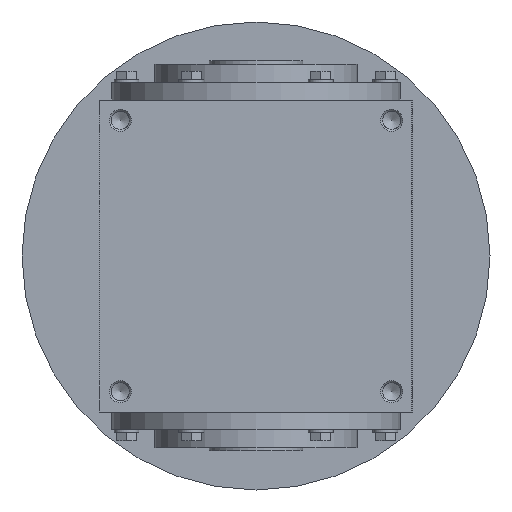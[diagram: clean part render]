
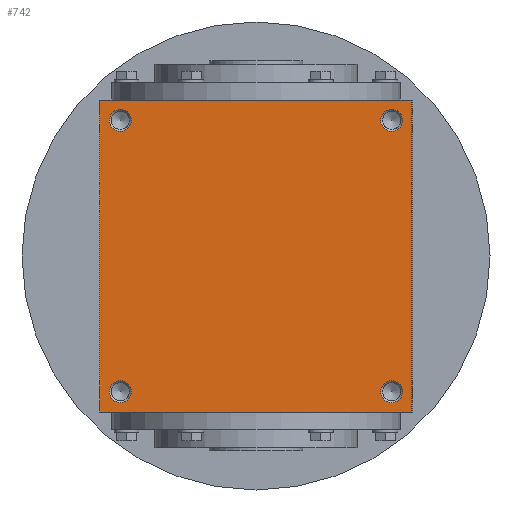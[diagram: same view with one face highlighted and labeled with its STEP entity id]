
A CAD part, left-side view. The second image highlights one B-rep face of the part: STEP entity #742.
In plain terms, the highlighted face is planar.
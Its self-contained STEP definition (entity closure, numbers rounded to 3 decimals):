
#742 = ADVANCED_FACE( '', ( #1500, #1501, #1502, #1503, #1504 ), #1505, .F. );
#1500 = FACE_BOUND( '', #2220, .T. );
#1501 = FACE_BOUND( '', #2221, .T. );
#1502 = FACE_BOUND( '', #2222, .T. );
#1503 = FACE_BOUND( '', #2223, .T. );
#1504 = FACE_OUTER_BOUND( '', #2224, .T. );
#1505 = PLANE( '', #2225 );
#2220 = EDGE_LOOP( '', ( #3516 ) );
#2221 = EDGE_LOOP( '', ( #3517 ) );
#2222 = EDGE_LOOP( '', ( #3518 ) );
#2223 = EDGE_LOOP( '', ( #3519 ) );
#2224 = EDGE_LOOP( '', ( #3520, #3521, #3522, #3523 ) );
#2225 = AXIS2_PLACEMENT_3D( '', #3524, #3525, #3526 );
#3516 = ORIENTED_EDGE( '', *, *, #3895, .F. );
#3517 = ORIENTED_EDGE( '', *, *, #4179, .T. );
#3518 = ORIENTED_EDGE( '', *, *, #4168, .F. );
#3519 = ORIENTED_EDGE( '', *, *, #3823, .T. );
#3520 = ORIENTED_EDGE( '', *, *, #3801, .F. );
#3521 = ORIENTED_EDGE( '', *, *, #3963, .F. );
#3522 = ORIENTED_EDGE( '', *, *, #3847, .F. );
#3523 = ORIENTED_EDGE( '', *, *, #3892, .F. );
#3524 = CARTESIAN_POINT( '', ( 0., 0., -100. ) );
#3525 = DIRECTION( '', ( 0., 0., 1. ) );
#3526 = DIRECTION( '', ( 1., 0., 0. ) );
#3801 = EDGE_CURVE( '', #4404, #4405, #4406, .T. );
#3823 = EDGE_CURVE( '', #4440, #4440, #4441, .T. );
#3847 = EDGE_CURVE( '', #4481, #4482, #4483, .T. );
#3892 = EDGE_CURVE( '', #4405, #4481, #4554, .T. );
#3895 = EDGE_CURVE( '', #4557, #4557, #4558, .T. );
#3963 = EDGE_CURVE( '', #4482, #4404, #4660, .T. );
#4168 = EDGE_CURVE( '', #4909, #4909, #4910, .T. );
#4179 = EDGE_CURVE( '', #4919, #4919, #4920, .T. );
#4404 = VERTEX_POINT( '', #5206 );
#4405 = VERTEX_POINT( '', #5207 );
#4406 = LINE( '', #5208, #5209 );
#4440 = VERTEX_POINT( '', #5246 );
#4441 = CIRCLE( '', #5247, 7. );
#4481 = VERTEX_POINT( '', #5299 );
#4482 = VERTEX_POINT( '', #5300 );
#4483 = LINE( '', #5301, #5302 );
#4554 = LINE( '', #5389, #5390 );
#4557 = VERTEX_POINT( '', #5394 );
#4558 = CIRCLE( '', #5395, 7. );
#4660 = LINE( '', #5540, #5541 );
#4909 = VERTEX_POINT( '', #5836 );
#4910 = CIRCLE( '', #5837, 7. );
#4919 = VERTEX_POINT( '', #5854 );
#4920 = CIRCLE( '', #5855, 7. );
#5206 = CARTESIAN_POINT( '', ( -100., 100., -100. ) );
#5207 = CARTESIAN_POINT( '', ( -100., -100., -100. ) );
#5208 = CARTESIAN_POINT( '', ( -100., 100., -100. ) );
#5209 = VECTOR( '', #6094, 1000. );
#5246 = CARTESIAN_POINT( '', ( 94., -87., -100. ) );
#5247 = AXIS2_PLACEMENT_3D( '', #6134, #6135, #6136 );
#5299 = CARTESIAN_POINT( '', ( 100., -100., -100. ) );
#5300 = CARTESIAN_POINT( '', ( 100., 100., -100. ) );
#5301 = CARTESIAN_POINT( '', ( 100., -100., -100. ) );
#5302 = VECTOR( '', #6185, 1000. );
#5389 = CARTESIAN_POINT( '', ( -100., -100., -100. ) );
#5390 = VECTOR( '', #6261, 1000. );
#5394 = CARTESIAN_POINT( '', ( -94., 87., -100. ) );
#5395 = AXIS2_PLACEMENT_3D( '', #6263, #6264, #6265 );
#5540 = CARTESIAN_POINT( '', ( 100., 100., -100. ) );
#5541 = VECTOR( '', #6350, 1000. );
#5836 = CARTESIAN_POINT( '', ( -94., -87., -100. ) );
#5837 = AXIS2_PLACEMENT_3D( '', #6624, #6625, #6626 );
#5854 = CARTESIAN_POINT( '', ( 94., 87., -100. ) );
#5855 = AXIS2_PLACEMENT_3D( '', #6628, #6629, #6630 );
#6094 = DIRECTION( '', ( 0., -1., 0. ) );
#6134 = CARTESIAN_POINT( '', ( 87., -87., -100. ) );
#6135 = DIRECTION( '', ( 0., 0., 1. ) );
#6136 = DIRECTION( '', ( 1., 0., 0. ) );
#6185 = DIRECTION( '', ( 0., 1., 0. ) );
#6261 = DIRECTION( '', ( 1., 0., 0. ) );
#6263 = CARTESIAN_POINT( '', ( -87., 87., -100. ) );
#6264 = DIRECTION( '', ( 0., 0., -1. ) );
#6265 = DIRECTION( '', ( -1., 0., 0. ) );
#6350 = DIRECTION( '', ( -1., 0., 0. ) );
#6624 = CARTESIAN_POINT( '', ( -87., -87., -100. ) );
#6625 = DIRECTION( '', ( 0., 0., -1. ) );
#6626 = DIRECTION( '', ( -1., 0., 0. ) );
#6628 = CARTESIAN_POINT( '', ( 87., 87., -100. ) );
#6629 = DIRECTION( '', ( 0., 0., 1. ) );
#6630 = DIRECTION( '', ( 1., 0., 0. ) );
